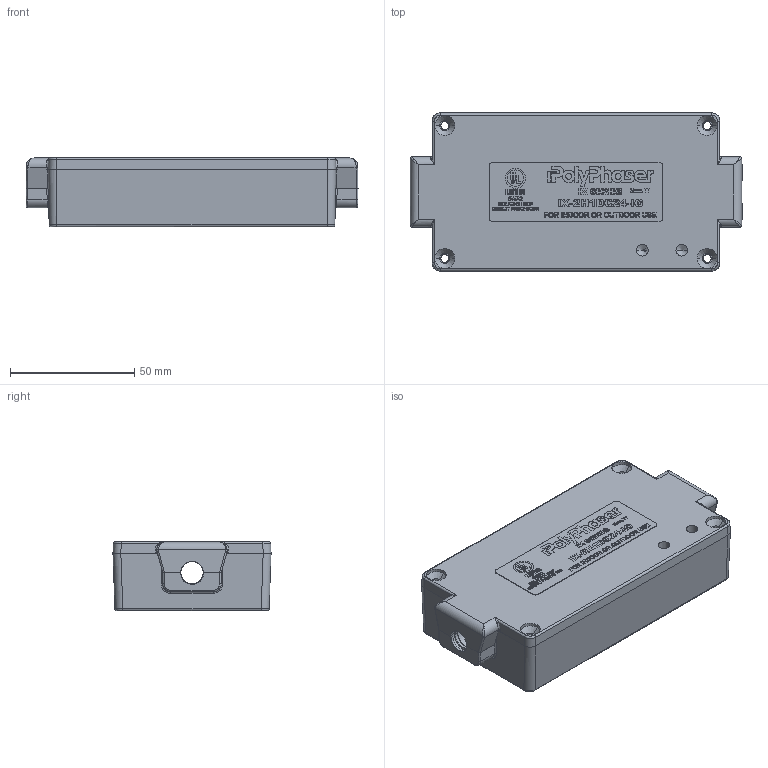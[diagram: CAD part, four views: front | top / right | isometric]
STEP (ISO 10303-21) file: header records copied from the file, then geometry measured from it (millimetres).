
FILE_DESCRIPTION (( 'STEP AP214' ), '1' );
FILE_NAME ('IX-2H1DC24-IG.STEP', '2019-07-30T15:27:59', ( '' ), ( '' ), 'SwSTEP 2.0', 'SolidWorks 2019', '' );
FILE_SCHEMA (( 'AUTOMOTIVE_DESIGN' ));
Length unit declared in the file: inch
Products named in the file (14): 7040-0109; 5331-0012; 7020-3216; 5331-0013; 5331-0013-01; 5331-0012-01; 7020-3028; 9500-0041; IX-2H1DC24-IG
Assembly tree (8 placements, depth 4):
  5331-0012
  7020-3028
  IX-2H1DC24-IG
    5331-0012-01
      5331-0012
    9500-0041
      5331-0013-01
        5331-0013
      7040-0109
    7020-3028
    7020-3216
  7040-0109
  7020-3216
Bounding box: 133.35 x 63.5 x 27.9 mm (x, y, z)
Volume: 85224.3 mm3; surface area: 65146.7 mm2
Topology: 5 solids, 5 shells, 4807 faces, 12873 edges, 8453 vertices
Faces by surface type: plane 3114, bspline 1253, cylinder 400, cone 40
Entity records: 257395 total; most frequent: CARTESIAN_POINT 101721, ORIENTED_EDGE 25670, DIRECTION 18094, EDGE_CURVE 12835, LINE 9526, VECTOR 9526, VERTEX_POINT 8453, EDGE_LOOP 5244
